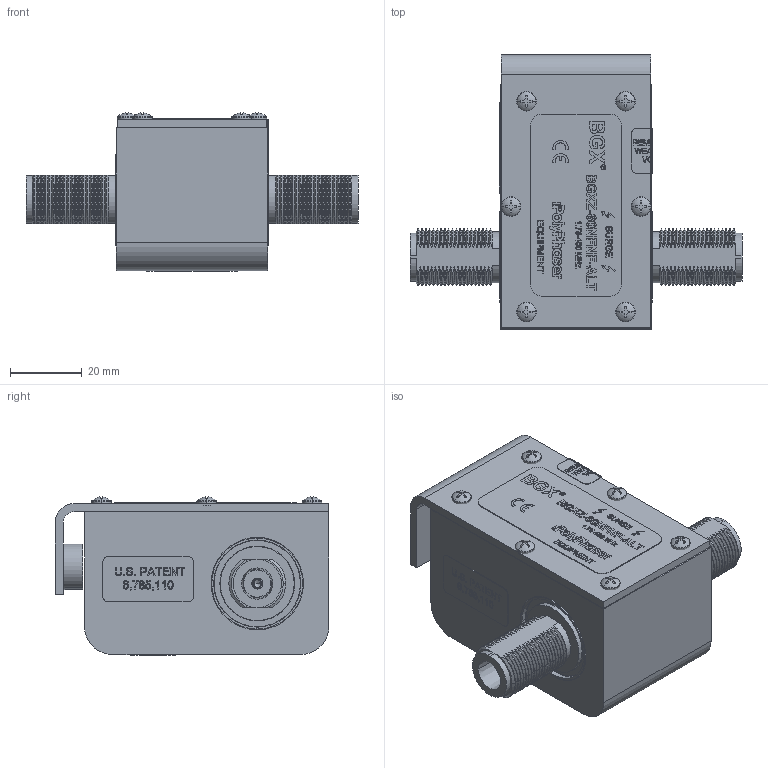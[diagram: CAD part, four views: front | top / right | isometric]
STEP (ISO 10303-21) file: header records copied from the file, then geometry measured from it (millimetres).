
FILE_DESCRIPTION (( 'STEP AP214' ), '1' );
FILE_NAME ('BGXZ-60NFNF-ALT.STEP', '2019-07-30T15:57:31', ( '' ), ( '' ), 'SwSTEP 2.0', 'SolidWorks 2019', '' );
FILE_SCHEMA (( 'AUTOMOTIVE_DESIGN' ));
Length unit declared in the file: inch
Products named in the file (16): 7020-2798; 2003-1052; 5220-0013; 9020-0070; 1103-0002; 9090-2059; 1708-1211; 7020-3362; 1101-0211-03; 1081-0251-05; 2011-1306; 7040-0062; BGXZ-60NFNF-ALT; 5330-0214-01; 7040-0079-in_109-0501W-B; 7020-1394
Assembly tree (24 placements, depth 3):
  BGXZ-60NFNF-ALT
    9090-2059
      5330-0214-01
      1101-0211-03  x2
      1103-0002  x2
      2011-1306  x2
      7040-0062  x2
    7040-0079-in_109-0501W-B
    9020-0070
      5220-0013
      1708-1211
    1081-0251-05  x6
    7020-1394
    7020-2798
    7020-3362
    2003-1052
Bounding box: 92.66 x 76.45 x 44.11 mm (x, y, z)
Volume: 90166.2 mm3; surface area: 45199.3 mm2
Topology: 22 solids, 22 shells, 3514 faces, 9027 edges, 5735 vertices
Faces by surface type: plane 1472, cylinder 825, cone 668, bspline 485, torus 60, sphere 4
Entity records: 106587 total; most frequent: CARTESIAN_POINT 32988, ORIENTED_EDGE 13392, DIRECTION 10757, EDGE_CURVE 6696, VECTOR 4485, LINE 4485, VERTEX_POINT 4368, AXIS2_PLACEMENT_3D 3136
